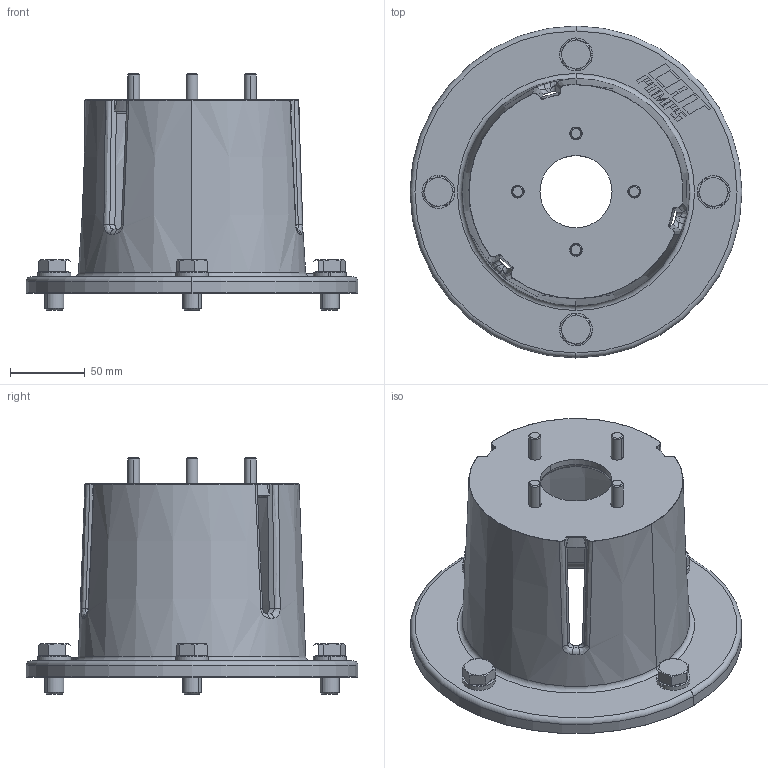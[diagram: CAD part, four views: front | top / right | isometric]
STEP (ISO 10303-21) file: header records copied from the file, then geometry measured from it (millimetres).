
FILE_DESCRIPTION (( 'STEP AP214' ), '1' );
FILE_NAME ('76184.5CP.STEP', '2015-02-25T22:31:38', ( '' ), ( '' ), 'SwSTEP 2.0', 'SolidWorks 2015', '' );
FILE_SCHEMA (( 'AUTOMOTIVE_DESIGN' ));
Length unit declared in the file: inch
Products named in the file (1): 76184.5CP
Bounding box: 222.25 x 222.25 x 158.04 mm (x, y, z)
Surface area: 191472.4 mm2 (no closed solid volume)
Topology: 0 solids, 25 shells, 362 faces, 1036 edges, 666 vertices
Faces by surface type: plane 127, cylinder 83, cone 70, bspline 42, torus 40
Entity records: 20057 total; most frequent: CARTESIAN_POINT 6272, DIRECTION 1866, ORIENTED_EDGE 1765, EDGE_CURVE 1036, AXIS2_PLACEMENT_3D 693, VERTEX_POINT 666, LINE 480, VECTOR 480
